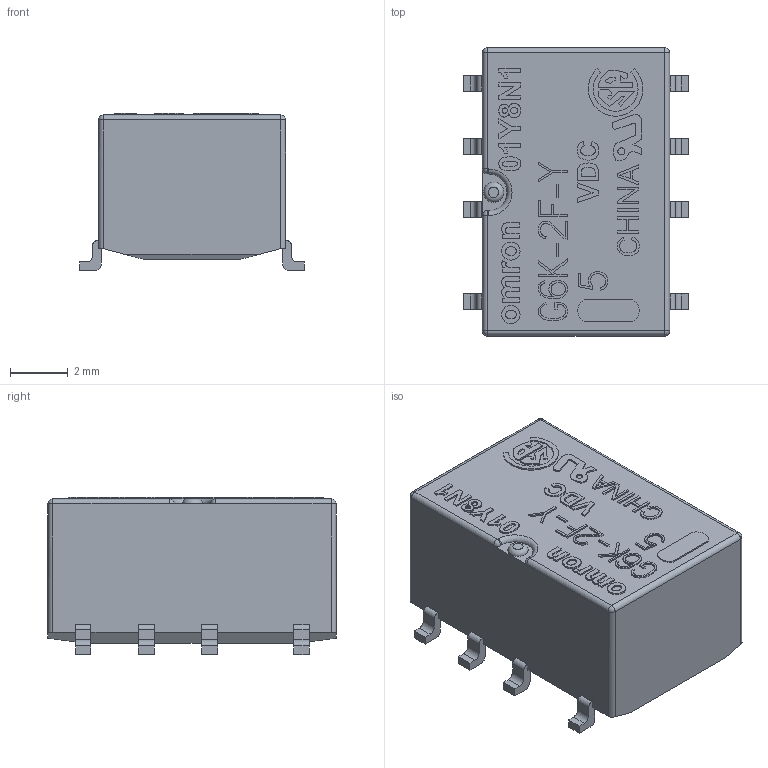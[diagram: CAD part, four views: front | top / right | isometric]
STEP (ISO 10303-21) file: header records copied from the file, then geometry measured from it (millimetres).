
FILE_DESCRIPTION(/* description */ ('Unknown'),/* implementation_level */ '2;1');
FILE_NAME(/* name */ 'G6K-2F-Y',/* time_stamp */ '2019-05-02T09:23:12-04:00',/* author */ ('Unknown'),/* organization */ ('Unknown'),/* preprocessor_version */ 'ST-DEVELOPER v16.7',/* originating_system */ 'DEX',/* authorisation */ $);
FILE_SCHEMA (('AUTOMOTIVE_DESIGN {1 0 10303 214 3 1 1}'));
Length unit declared in the file: millimetre
Products named in the file (1): G6K-2F-Y
Bounding box: 7.8 x 10 x 5.45 mm (x, y, z)
Volume: 320 mm3; surface area: 306.8 mm2
Topology: 1 solids, 1 shells, 425 faces, 1113 edges, 728 vertices
Faces by surface type: plane 328, cylinder 50, bspline 39, sphere 6, torus 2
Full cylindrical faces by diameter (mm): 0.242 x1
Entity records: 17519 total; most frequent: CARTESIAN_POINT 4299, ORIENTED_EDGE 2188, DIRECTION 1900, EDGE_CURVE 1094, LINE 906, VECTOR 906, VERTEX_POINT 726, AXIS2_PLACEMENT_3D 497
